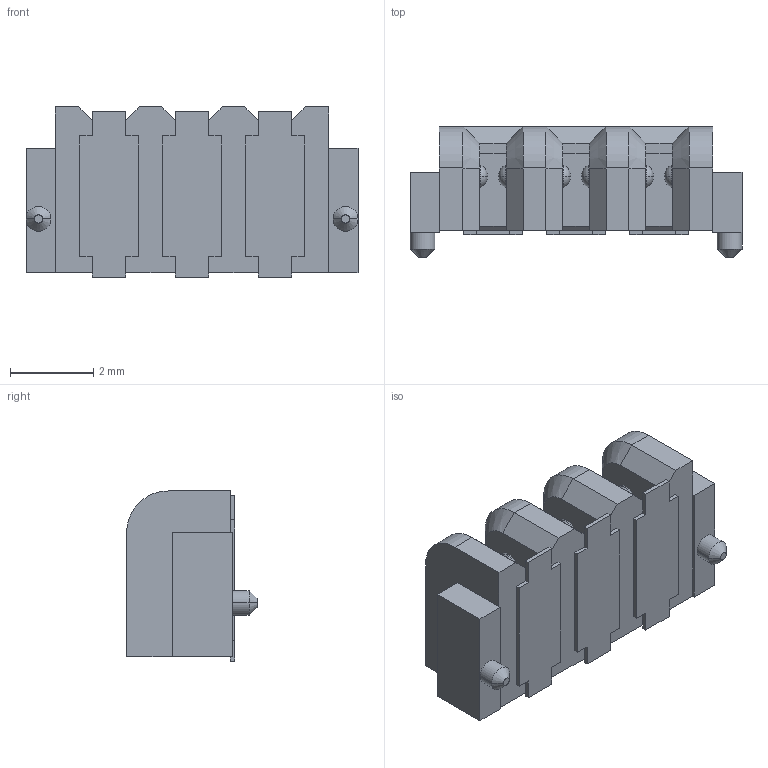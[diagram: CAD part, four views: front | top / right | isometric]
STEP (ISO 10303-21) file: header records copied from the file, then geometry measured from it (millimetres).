
FILE_DESCRIPTION((''),'2;1');
FILE_NAME('C-1612901-1','2010-04-27T',('workeradm'),('Tyco Electronics Ltd.'),'PRO/ENGINEER BY PARAMETRIC TECHNOLOGY CORPORATION, 2009300','PRO/ENGINEER BY PARAMETRIC TECHNOLOGY CORPORATION, 2009300','');
FILE_SCHEMA(('AUTOMOTIVE_DESIGN { 1 0 10303 214 1 1 1 1 }'));
Length unit declared in the file: millimetre
Products named in the file (1): C-1612901-1
Bounding box: 8 x 3.15 x 4.1 mm (x, y, z)
Volume: 57.6 mm3; surface area: 156.3 mm2
Topology: 1 solids, 1 shells, 144 faces, 374 edges, 226 vertices
Faces by surface type: plane 102, torus 12, sphere 12, cone 10, cylinder 8
Entity records: 4503 total; most frequent: CARTESIAN_POINT 734, DIRECTION 724, ORIENTED_EDGE 724, EDGE_CURVE 362, VECTOR 288, LINE 288, VERTEX_POINT 226, AXIS2_PLACEMENT_3D 218
